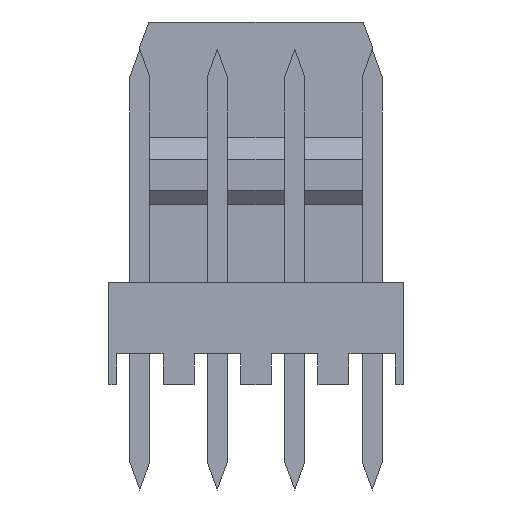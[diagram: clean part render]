
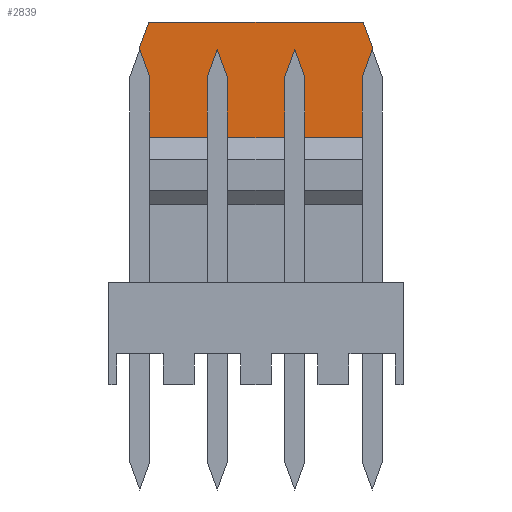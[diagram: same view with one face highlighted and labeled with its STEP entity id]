
A CAD part, front view. The second image highlights one B-rep face of the part: STEP entity #2839.
In plain terms, the highlighted planar face has unit normal (0, -1, 0).
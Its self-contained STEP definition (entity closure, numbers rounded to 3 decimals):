
#1898 = PLANE('',#1899);
#1899 = AXIS2_PLACEMENT_3D('',#1900,#1901,#1902);
#1900 = CARTESIAN_POINT('',(3.75,2.9,10.9));
#1901 = DIRECTION('',(1.,0.,0.));
#1902 = DIRECTION('',(0.,0.,-1.));
#1993 = PLANE('',#1994);
#1994 = AXIS2_PLACEMENT_3D('',#1995,#1996,#1997);
#1995 = CARTESIAN_POINT('',(-3.75,2.9,3.3));
#1996 = DIRECTION('',(-1.,0.,0.));
#1997 = DIRECTION('',(0.,0.,1.));
#2839 = ADVANCED_FACE('',(#2840),#2854,.F.);
#2840 = FACE_BOUND('',#2841,.F.);
#2841 = EDGE_LOOP('',(#2842,#2877,#2905,#2933,#2956,#2984));
#2842 = ORIENTED_EDGE('',*,*,#2843,.T.);
#2843 = EDGE_CURVE('',#2844,#2846,#2848,.T.);
#2844 = VERTEX_POINT('',#2845);
#2845 = CARTESIAN_POINT('',(-3.75,2.05,10.9));
#2846 = VERTEX_POINT('',#2847);
#2847 = CARTESIAN_POINT('',(-3.459,2.05,11.7));
#2848 = SURFACE_CURVE('',#2849,(#2853,#2865),.PCURVE_S1.);
#2849 = LINE('',#2850,#2851);
#2850 = CARTESIAN_POINT('',(-3.75,2.05,10.9));
#2851 = VECTOR('',#2852,1.);
#2852 = DIRECTION('',(0.342,0.,0.94)
  );
#2853 = PCURVE('',#2854,#2859);
#2854 = PLANE('',#2855);
#2855 = AXIS2_PLACEMENT_3D('',#2856,#2857,#2858);
#2856 = CARTESIAN_POINT('',(-4.75,2.05,2.9));
#2857 = DIRECTION('',(0.,1.,0.));
#2858 = DIRECTION('',(-1.,0.,0.));
#2859 = DEFINITIONAL_REPRESENTATION('',(#2860),#2864);
#2860 = LINE('',#2861,#2862);
#2861 = CARTESIAN_POINT('',(-1.,8.));
#2862 = VECTOR('',#2863,1.);
#2863 = DIRECTION('',(-0.342,0.94));
#2864 = ( GEOMETRIC_REPRESENTATION_CONTEXT(2) 
PARAMETRIC_REPRESENTATION_CONTEXT() REPRESENTATION_CONTEXT('2D SPACE',''
  ) );
#2865 = PCURVE('',#2866,#2871);
#2866 = PLANE('',#2867);
#2867 = AXIS2_PLACEMENT_3D('',#2868,#2869,#2870);
#2868 = CARTESIAN_POINT('',(-3.75,2.05,10.9));
#2869 = DIRECTION('',(0.94,0.,-0.342
    ));
#2870 = DIRECTION('',(0.342,0.,0.94)
  );
#2871 = DEFINITIONAL_REPRESENTATION('',(#2872),#2876);
#2872 = LINE('',#2873,#2874);
#2873 = CARTESIAN_POINT('',(0.,0.));
#2874 = VECTOR('',#2875,1.);
#2875 = DIRECTION('',(1.,0.));
#2876 = ( GEOMETRIC_REPRESENTATION_CONTEXT(2) 
PARAMETRIC_REPRESENTATION_CONTEXT() REPRESENTATION_CONTEXT('2D SPACE',''
  ) );
#2877 = ORIENTED_EDGE('',*,*,#2878,.T.);
#2878 = EDGE_CURVE('',#2846,#2879,#2881,.T.);
#2879 = VERTEX_POINT('',#2880);
#2880 = CARTESIAN_POINT('',(3.459,2.05,11.7));
#2881 = SURFACE_CURVE('',#2882,(#2886,#2893),.PCURVE_S1.);
#2882 = LINE('',#2883,#2884);
#2883 = CARTESIAN_POINT('',(-3.459,2.05,11.7));
#2884 = VECTOR('',#2885,1.);
#2885 = DIRECTION('',(1.,0.,0.));
#2886 = PCURVE('',#2854,#2887);
#2887 = DEFINITIONAL_REPRESENTATION('',(#2888),#2892);
#2888 = LINE('',#2889,#2890);
#2889 = CARTESIAN_POINT('',(-1.291,8.8));
#2890 = VECTOR('',#2891,1.);
#2891 = DIRECTION('',(-1.,0.));
#2892 = ( GEOMETRIC_REPRESENTATION_CONTEXT(2) 
PARAMETRIC_REPRESENTATION_CONTEXT() REPRESENTATION_CONTEXT('2D SPACE',''
  ) );
#2893 = PCURVE('',#2894,#2899);
#2894 = PLANE('',#2895);
#2895 = AXIS2_PLACEMENT_3D('',#2896,#2897,#2898);
#2896 = CARTESIAN_POINT('',(-3.75,2.9,11.7));
#2897 = DIRECTION('',(0.,0.,1.));
#2898 = DIRECTION('',(1.,0.,0.));
#2899 = DEFINITIONAL_REPRESENTATION('',(#2900),#2904);
#2900 = LINE('',#2901,#2902);
#2901 = CARTESIAN_POINT('',(0.291,-0.85));
#2902 = VECTOR('',#2903,1.);
#2903 = DIRECTION('',(1.,0.));
#2904 = ( GEOMETRIC_REPRESENTATION_CONTEXT(2) 
PARAMETRIC_REPRESENTATION_CONTEXT() REPRESENTATION_CONTEXT('2D SPACE',''
  ) );
#2905 = ORIENTED_EDGE('',*,*,#2906,.T.);
#2906 = EDGE_CURVE('',#2879,#2907,#2909,.T.);
#2907 = VERTEX_POINT('',#2908);
#2908 = CARTESIAN_POINT('',(3.75,2.05,10.9));
#2909 = SURFACE_CURVE('',#2910,(#2914,#2921),.PCURVE_S1.);
#2910 = LINE('',#2911,#2912);
#2911 = CARTESIAN_POINT('',(3.459,2.05,11.7));
#2912 = VECTOR('',#2913,1.);
#2913 = DIRECTION('',(0.342,0.,-0.94
    ));
#2914 = PCURVE('',#2854,#2915);
#2915 = DEFINITIONAL_REPRESENTATION('',(#2916),#2920);
#2916 = LINE('',#2917,#2918);
#2917 = CARTESIAN_POINT('',(-8.209,8.8));
#2918 = VECTOR('',#2919,1.);
#2919 = DIRECTION('',(-0.342,-0.94));
#2920 = ( GEOMETRIC_REPRESENTATION_CONTEXT(2) 
PARAMETRIC_REPRESENTATION_CONTEXT() REPRESENTATION_CONTEXT('2D SPACE',''
  ) );
#2921 = PCURVE('',#2922,#2927);
#2922 = PLANE('',#2923);
#2923 = AXIS2_PLACEMENT_3D('',#2924,#2925,#2926);
#2924 = CARTESIAN_POINT('',(3.459,2.9,11.7));
#2925 = DIRECTION('',(0.94,0.,0.342)
  );
#2926 = DIRECTION('',(0.342,0.,-0.94
    ));
#2927 = DEFINITIONAL_REPRESENTATION('',(#2928),#2932);
#2928 = LINE('',#2929,#2930);
#2929 = CARTESIAN_POINT('',(0.,-0.85));
#2930 = VECTOR('',#2931,1.);
#2931 = DIRECTION('',(1.,0.));
#2932 = ( GEOMETRIC_REPRESENTATION_CONTEXT(2) 
PARAMETRIC_REPRESENTATION_CONTEXT() REPRESENTATION_CONTEXT('2D SPACE',''
  ) );
#2933 = ORIENTED_EDGE('',*,*,#2934,.T.);
#2934 = EDGE_CURVE('',#2907,#2935,#2937,.T.);
#2935 = VERTEX_POINT('',#2936);
#2936 = CARTESIAN_POINT('',(3.75,2.05,7.97));
#2937 = SURFACE_CURVE('',#2938,(#2942,#2949),.PCURVE_S1.);
#2938 = LINE('',#2939,#2940);
#2939 = CARTESIAN_POINT('',(3.75,2.05,10.9));
#2940 = VECTOR('',#2941,1.);
#2941 = DIRECTION('',(0.,0.,-1.));
#2942 = PCURVE('',#2854,#2943);
#2943 = DEFINITIONAL_REPRESENTATION('',(#2944),#2948);
#2944 = LINE('',#2945,#2946);
#2945 = CARTESIAN_POINT('',(-8.5,8.));
#2946 = VECTOR('',#2947,1.);
#2947 = DIRECTION('',(0.,-1.));
#2948 = ( GEOMETRIC_REPRESENTATION_CONTEXT(2) 
PARAMETRIC_REPRESENTATION_CONTEXT() REPRESENTATION_CONTEXT('2D SPACE',''
  ) );
#2949 = PCURVE('',#1898,#2950);
#2950 = DEFINITIONAL_REPRESENTATION('',(#2951),#2955);
#2951 = LINE('',#2952,#2953);
#2952 = CARTESIAN_POINT('',(0.,-0.85));
#2953 = VECTOR('',#2954,1.);
#2954 = DIRECTION('',(1.,0.));
#2955 = ( GEOMETRIC_REPRESENTATION_CONTEXT(2) 
PARAMETRIC_REPRESENTATION_CONTEXT() REPRESENTATION_CONTEXT('2D SPACE',''
  ) );
#2956 = ORIENTED_EDGE('',*,*,#2957,.T.);
#2957 = EDGE_CURVE('',#2935,#2958,#2960,.T.);
#2958 = VERTEX_POINT('',#2959);
#2959 = CARTESIAN_POINT('',(-3.75,2.05,7.97));
#2960 = SURFACE_CURVE('',#2961,(#2965,#2972),.PCURVE_S1.);
#2961 = LINE('',#2962,#2963);
#2962 = CARTESIAN_POINT('',(3.75,2.05,7.97));
#2963 = VECTOR('',#2964,1.);
#2964 = DIRECTION('',(-1.,0.,0.));
#2965 = PCURVE('',#2854,#2966);
#2966 = DEFINITIONAL_REPRESENTATION('',(#2967),#2971);
#2967 = LINE('',#2968,#2969);
#2968 = CARTESIAN_POINT('',(-8.5,5.07));
#2969 = VECTOR('',#2970,1.);
#2970 = DIRECTION('',(1.,0.));
#2971 = ( GEOMETRIC_REPRESENTATION_CONTEXT(2) 
PARAMETRIC_REPRESENTATION_CONTEXT() REPRESENTATION_CONTEXT('2D SPACE',''
  ) );
#2972 = PCURVE('',#2973,#2978);
#2973 = PLANE('',#2974);
#2974 = AXIS2_PLACEMENT_3D('',#2975,#2976,#2977);
#2975 = CARTESIAN_POINT('',(3.75,2.05,7.97));
#2976 = DIRECTION('',(0.,-0.866,0.5));
#2977 = DIRECTION('',(0.,-0.5,-0.866));
#2978 = DEFINITIONAL_REPRESENTATION('',(#2979),#2983);
#2979 = LINE('',#2980,#2981);
#2980 = CARTESIAN_POINT('',(0.,0.));
#2981 = VECTOR('',#2982,1.);
#2982 = DIRECTION('',(0.,-1.));
#2983 = ( GEOMETRIC_REPRESENTATION_CONTEXT(2) 
PARAMETRIC_REPRESENTATION_CONTEXT() REPRESENTATION_CONTEXT('2D SPACE',''
  ) );
#2984 = ORIENTED_EDGE('',*,*,#2985,.T.);
#2985 = EDGE_CURVE('',#2958,#2844,#2986,.T.);
#2986 = SURFACE_CURVE('',#2987,(#2991,#2998),.PCURVE_S1.);
#2987 = LINE('',#2988,#2989);
#2988 = CARTESIAN_POINT('',(-3.75,2.05,7.97));
#2989 = VECTOR('',#2990,1.);
#2990 = DIRECTION('',(0.,0.,1.));
#2991 = PCURVE('',#2854,#2992);
#2992 = DEFINITIONAL_REPRESENTATION('',(#2993),#2997);
#2993 = LINE('',#2994,#2995);
#2994 = CARTESIAN_POINT('',(-1.,5.07));
#2995 = VECTOR('',#2996,1.);
#2996 = DIRECTION('',(0.,1.));
#2997 = ( GEOMETRIC_REPRESENTATION_CONTEXT(2) 
PARAMETRIC_REPRESENTATION_CONTEXT() REPRESENTATION_CONTEXT('2D SPACE',''
  ) );
#2998 = PCURVE('',#1993,#2999);
#2999 = DEFINITIONAL_REPRESENTATION('',(#3000),#3004);
#3000 = LINE('',#3001,#3002);
#3001 = CARTESIAN_POINT('',(4.67,-0.85));
#3002 = VECTOR('',#3003,1.);
#3003 = DIRECTION('',(1.,0.));
#3004 = ( GEOMETRIC_REPRESENTATION_CONTEXT(2) 
PARAMETRIC_REPRESENTATION_CONTEXT() REPRESENTATION_CONTEXT('2D SPACE',''
  ) );
